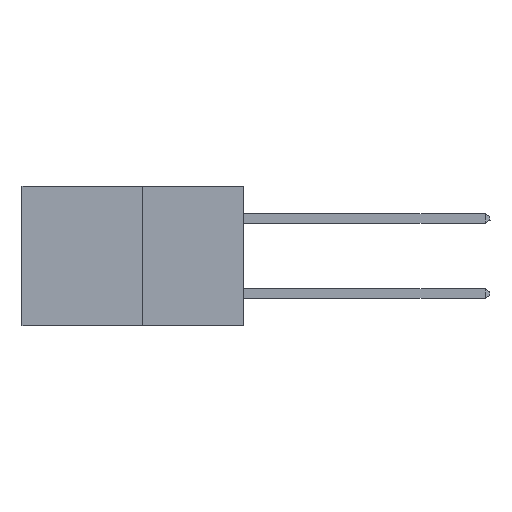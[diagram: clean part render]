
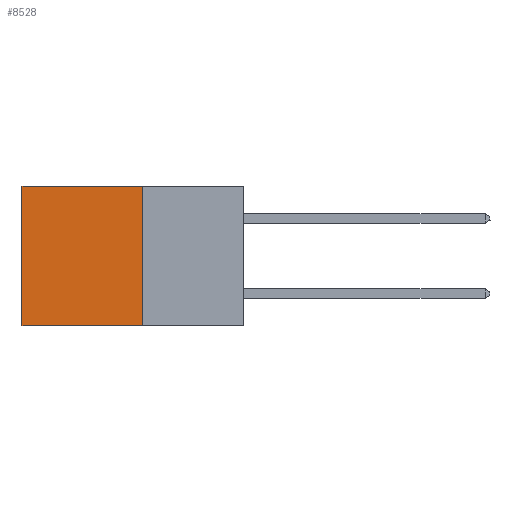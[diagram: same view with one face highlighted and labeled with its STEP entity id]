
A CAD part, left-side view. The second image highlights one B-rep face of the part: STEP entity #8528.
In plain terms, the highlighted planar face has unit normal (-1, 0, 0).
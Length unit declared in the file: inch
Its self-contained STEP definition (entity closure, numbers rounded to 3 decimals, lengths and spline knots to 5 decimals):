
#156 = CARTESIAN_POINT ( 'NONE',  ( 0.277, 0.59, -0.37 ) ) ;
#986 = ORIENTED_EDGE ( 'NONE', *, *, #6181, .F. ) ;
#1315 = DIRECTION ( 'NONE',  ( 0., 0., -1. ) ) ;
#1537 = EDGE_CURVE ( 'NONE', #9154, #7557, #4004, .T. ) ;
#1860 = VECTOR ( 'NONE', #1315, 39.37008 ) ;
#2113 = CARTESIAN_POINT ( 'NONE',  ( 0.277, 0.27, -0.37 ) ) ;
#2230 = CARTESIAN_POINT ( 'NONE',  ( 0.277, 0.27, -0.37 ) ) ;
#2899 = CARTESIAN_POINT ( 'NONE',  ( 0.277, 0.27, -0.37 ) ) ;
#2904 = CARTESIAN_POINT ( 'NONE',  ( 0.277, 0.27, 0. ) ) ;
#3044 = ORIENTED_EDGE ( 'NONE', *, *, #1537, .F. ) ;
#3144 = FACE_OUTER_BOUND ( 'NONE', #3159, .T. ) ;
#3159 = EDGE_LOOP ( 'NONE', ( #4945, #986, #3044, #5185 ) ) ;
#3227 = CARTESIAN_POINT ( 'NONE',  ( 0.277, 0.27, -0.37 ) ) ;
#3316 = VECTOR ( 'NONE', #6434, 39.37008 ) ;
#3593 = VECTOR ( 'NONE', #9074, 39.37008 ) ;
#3908 = CARTESIAN_POINT ( 'NONE',  ( 0.277, 0.59, -0.37 ) ) ;
#4004 = LINE ( 'NONE', #2113, #1860 ) ;
#4070 = DIRECTION ( 'NONE',  ( 0., 0., -1. ) ) ;
#4122 = EDGE_CURVE ( 'NONE', #9154, #6526, #9232, .T. ) ;
#4945 = ORIENTED_EDGE ( 'NONE', *, *, #7073, .T. ) ;
#5185 = ORIENTED_EDGE ( 'NONE', *, *, #4122, .T. ) ;
#5283 = VERTEX_POINT ( 'NONE', #3908 ) ;
#5451 = LINE ( 'NONE', #156, #3316 ) ;
#5710 = CARTESIAN_POINT ( 'NONE',  ( 0.277, 0.27, 0. ) ) ;
#6181 = EDGE_CURVE ( 'NONE', #7557, #5283, #7693, .T. ) ;
#6434 = DIRECTION ( 'NONE',  ( 0., 0., -1. ) ) ;
#6526 = VERTEX_POINT ( 'NONE', #9433 ) ;
#7073 = EDGE_CURVE ( 'NONE', #6526, #5283, #5451, .T. ) ;
#7256 = VECTOR ( 'NONE', #8496, 39.37008 ) ;
#7557 = VERTEX_POINT ( 'NONE', #2230 ) ;
#7693 = LINE ( 'NONE', #2899, #3593 ) ;
#8447 = AXIS2_PLACEMENT_3D ( 'NONE', #3227, #8612, #4070 ) ;
#8496 = DIRECTION ( 'NONE',  ( 0., 1., 0. ) ) ;
#8528 = ADVANCED_FACE ( 'NONE', ( #3144 ), #9332, .F. ) ;
#8612 = DIRECTION ( 'NONE',  ( 1., 0., 0. ) ) ;
#9074 = DIRECTION ( 'NONE',  ( 0., 1., 0. ) ) ;
#9154 = VERTEX_POINT ( 'NONE', #5710 ) ;
#9232 = LINE ( 'NONE', #2904, #7256 ) ;
#9332 = PLANE ( 'NONE',  #8447 ) ;
#9433 = CARTESIAN_POINT ( 'NONE',  ( 0.277, 0.59, 0. ) ) ;
